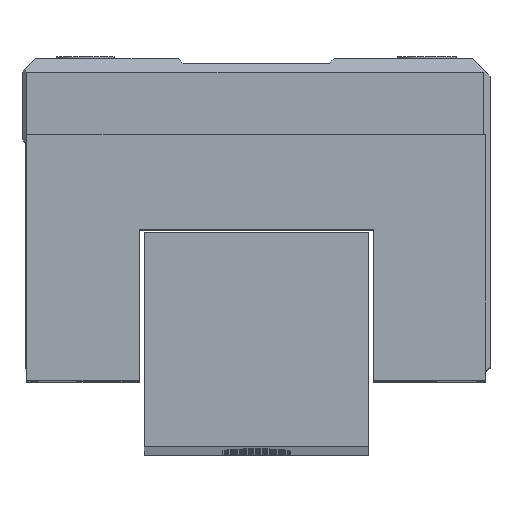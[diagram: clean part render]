
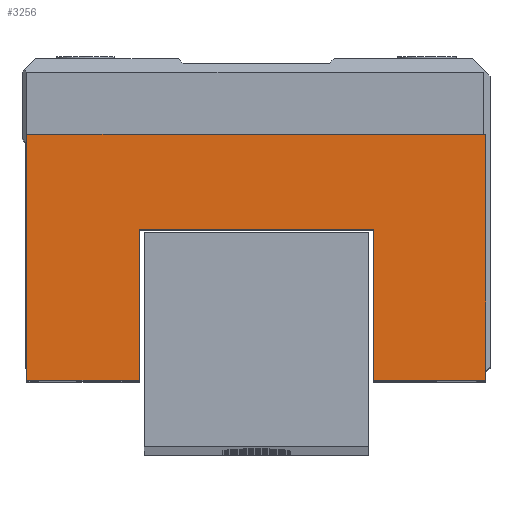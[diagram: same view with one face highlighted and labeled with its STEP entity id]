
A CAD part, top view. The second image highlights one B-rep face of the part: STEP entity #3256.
In plain terms, the highlighted planar face has unit normal (0, 0, 1).
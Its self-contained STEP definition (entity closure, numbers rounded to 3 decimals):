
#1920=DIRECTION('',(0.,-1.,0.));
#1921=VECTOR('',#1920,25.2);
#1922=CARTESIAN_POINT('',(-23.5,14.2,55.05));
#1923=LINE('',#1922,#1921);
#1924=DIRECTION('',(-1.,0.,0.));
#1925=VECTOR('',#1924,47.);
#1926=CARTESIAN_POINT('',(23.5,14.2,55.05));
#1927=LINE('',#1926,#1925);
#1928=DIRECTION('',(0.,1.,0.));
#1929=VECTOR('',#1928,25.2);
#1930=CARTESIAN_POINT('',(23.5,-11.,55.05));
#1931=LINE('',#1930,#1929);
#1932=DIRECTION('',(1.,0.,0.));
#1933=VECTOR('',#1932,11.5);
#1934=CARTESIAN_POINT('',(12.,-11.,55.05));
#1935=LINE('',#1934,#1933);
#1936=DIRECTION('',(0.,-1.,0.));
#1937=VECTOR('',#1936,15.5);
#1938=CARTESIAN_POINT('',(12.,4.5,55.05));
#1939=LINE('',#1938,#1937);
#1940=DIRECTION('',(1.,0.,0.));
#1941=VECTOR('',#1940,24.);
#1942=CARTESIAN_POINT('',(-12.,4.5,55.05));
#1943=LINE('',#1942,#1941);
#1944=DIRECTION('',(0.,1.,0.));
#1945=VECTOR('',#1944,15.5);
#1946=CARTESIAN_POINT('',(-12.,-11.,55.05));
#1947=LINE('',#1946,#1945);
#1948=DIRECTION('',(1.,0.,0.));
#1949=VECTOR('',#1948,11.5);
#1950=CARTESIAN_POINT('',(-23.5,-11.,55.05));
#1951=LINE('',#1950,#1949);
#2516=CARTESIAN_POINT('',(-23.5,14.2,55.05));
#2517=CARTESIAN_POINT('',(-23.5,-11.,55.05));
#2518=VERTEX_POINT('',#2516);
#2519=VERTEX_POINT('',#2517);
#2520=CARTESIAN_POINT('',(-12.,-11.,55.05));
#2521=VERTEX_POINT('',#2520);
#2522=CARTESIAN_POINT('',(-12.,4.5,55.05));
#2523=VERTEX_POINT('',#2522);
#2524=CARTESIAN_POINT('',(12.,4.5,55.05));
#2525=CARTESIAN_POINT('',(12.,-11.,55.05));
#2526=VERTEX_POINT('',#2524);
#2527=VERTEX_POINT('',#2525);
#2528=CARTESIAN_POINT('',(23.5,-11.,55.05));
#2529=VERTEX_POINT('',#2528);
#2530=CARTESIAN_POINT('',(23.5,14.2,55.05));
#2531=VERTEX_POINT('',#2530);
#3239=CARTESIAN_POINT('',(0.,0.,55.05));
#3240=DIRECTION('',(0.,0.,1.));
#3241=DIRECTION('',(1.,0.,0.));
#3242=AXIS2_PLACEMENT_3D('',#3239,#3240,#3241);
#3243=PLANE('',#3242);
#3245=ORIENTED_EDGE('',*,*,#3244,.F.);
#3246=ORIENTED_EDGE('',*,*,#3219,.F.);
#3247=ORIENTED_EDGE('',*,*,#3233,.F.);
#3248=ORIENTED_EDGE('',*,*,#3061,.F.);
#3249=ORIENTED_EDGE('',*,*,#2997,.F.);
#3251=ORIENTED_EDGE('',*,*,#3250,.F.);
#3252=ORIENTED_EDGE('',*,*,#2954,.F.);
#3253=ORIENTED_EDGE('',*,*,#2892,.F.);
#3254=EDGE_LOOP('',(#3245,#3246,#3247,#3248,#3249,#3251,#3252,#3253));
#3255=FACE_OUTER_BOUND('',#3254,.F.);
#3256=ADVANCED_FACE('',(#3255),#3243,.T.);
#2892=EDGE_CURVE('',#2519,#2521,#1951,.T.);
#2954=EDGE_CURVE('',#2521,#2523,#1947,.T.);
#2997=EDGE_CURVE('',#2526,#2527,#1939,.T.);
#3061=EDGE_CURVE('',#2527,#2529,#1935,.T.);
#3219=EDGE_CURVE('',#2531,#2518,#1927,.T.);
#3233=EDGE_CURVE('',#2529,#2531,#1931,.T.);
#3244=EDGE_CURVE('',#2518,#2519,#1923,.T.);
#3250=EDGE_CURVE('',#2523,#2526,#1943,.T.);
